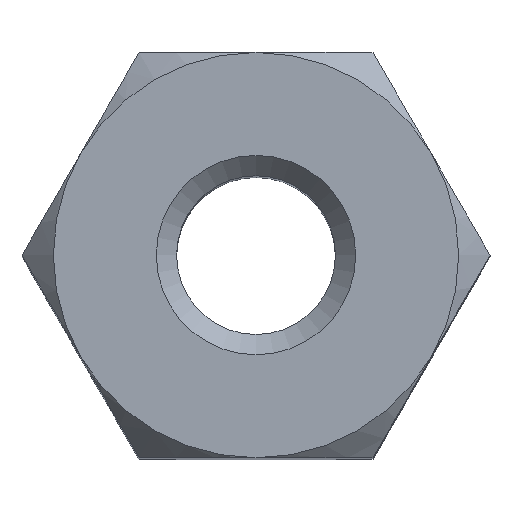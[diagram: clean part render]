
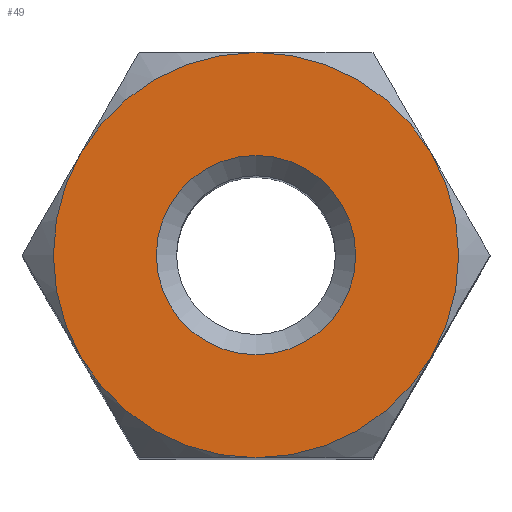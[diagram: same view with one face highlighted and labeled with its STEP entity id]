
A CAD part, top view. The second image highlights one B-rep face of the part: STEP entity #49.
In plain terms, the highlighted planar face has unit normal (0, 0, 1).
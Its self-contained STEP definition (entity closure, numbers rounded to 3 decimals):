
#49 = ADVANCED_FACE( '', ( #113, #114 ), #115, .T. );
#113 = FACE_BOUND( '', #194, .T. );
#114 = FACE_OUTER_BOUND( '', #195, .T. );
#115 = PLANE( '', #196 );
#194 = EDGE_LOOP( '', ( #276 ) );
#195 = EDGE_LOOP( '', ( #277, #278, #279, #280, #281, #282 ) );
#196 = AXIS2_PLACEMENT_3D( '', #283, #284, #285 );
#276 = ORIENTED_EDGE( '', *, *, #457, .T. );
#277 = ORIENTED_EDGE( '', *, *, #458, .F. );
#278 = ORIENTED_EDGE( '', *, *, #459, .F. );
#279 = ORIENTED_EDGE( '', *, *, #460, .F. );
#280 = ORIENTED_EDGE( '', *, *, #461, .T. );
#281 = ORIENTED_EDGE( '', *, *, #462, .F. );
#282 = ORIENTED_EDGE( '', *, *, #463, .F. );
#283 = CARTESIAN_POINT( '', ( 0., 0., 5. ) );
#284 = DIRECTION( '', ( 0., 0., 1. ) );
#285 = DIRECTION( '', ( 1., 0., 0. ) );
#457 = EDGE_CURVE( '', #532, #532, #533, .T. );
#458 = EDGE_CURVE( '', #534, #535, #536, .F. );
#459 = EDGE_CURVE( '', #537, #534, #538, .F. );
#460 = EDGE_CURVE( '', #539, #537, #540, .F. );
#461 = EDGE_CURVE( '', #539, #541, #542, .T. );
#462 = EDGE_CURVE( '', #524, #541, #543, .F. );
#463 = EDGE_CURVE( '', #535, #524, #544, .F. );
#524 = VERTEX_POINT( '', #629 );
#532 = VERTEX_POINT( '', #655 );
#533 = CIRCLE( '', #656, 0.984 );
#534 = VERTEX_POINT( '', #657 );
#535 = VERTEX_POINT( '', #658 );
#536 = CIRCLE( '', #659, 2. );
#537 = VERTEX_POINT( '', #660 );
#538 = CIRCLE( '', #661, 2. );
#539 = VERTEX_POINT( '', #662 );
#540 = CIRCLE( '', #663, 2. );
#541 = VERTEX_POINT( '', #664 );
#542 = CIRCLE( '', #665, 2. );
#543 = CIRCLE( '', #666, 2. );
#544 = CIRCLE( '', #667, 2. );
#629 = CARTESIAN_POINT( '', ( -1.732, -1., 5. ) );
#655 = CARTESIAN_POINT( '', ( 0., 0.984, 5. ) );
#656 = AXIS2_PLACEMENT_3D( '', #856, #857, #858 );
#657 = CARTESIAN_POINT( '', ( 1.732, -1., 5. ) );
#658 = CARTESIAN_POINT( '', ( 0., -2., 5. ) );
#659 = AXIS2_PLACEMENT_3D( '', #859, #860, #861 );
#660 = CARTESIAN_POINT( '', ( 1.732, 1., 5. ) );
#661 = AXIS2_PLACEMENT_3D( '', #862, #863, #864 );
#662 = CARTESIAN_POINT( '', ( 0., 2., 5. ) );
#663 = AXIS2_PLACEMENT_3D( '', #865, #866, #867 );
#664 = CARTESIAN_POINT( '', ( -1.732, 1., 5. ) );
#665 = AXIS2_PLACEMENT_3D( '', #868, #869, #870 );
#666 = AXIS2_PLACEMENT_3D( '', #871, #872, #873 );
#667 = AXIS2_PLACEMENT_3D( '', #874, #875, #876 );
#856 = CARTESIAN_POINT( '', ( 0., 0., 5. ) );
#857 = DIRECTION( '', ( 0., 0., -1. ) );
#858 = DIRECTION( '', ( 0., 1., 0. ) );
#859 = CARTESIAN_POINT( '', ( 0., 0., 5. ) );
#860 = DIRECTION( '', ( 0., 0., 1. ) );
#861 = DIRECTION( '', ( 1., 0., 0. ) );
#862 = CARTESIAN_POINT( '', ( 0., 0., 5. ) );
#863 = DIRECTION( '', ( 0., 0., 1. ) );
#864 = DIRECTION( '', ( 1., 0., 0. ) );
#865 = CARTESIAN_POINT( '', ( 0., 0., 5. ) );
#866 = DIRECTION( '', ( 0., 0., 1. ) );
#867 = DIRECTION( '', ( 1., 0., 0. ) );
#868 = CARTESIAN_POINT( '', ( 0., 0., 5. ) );
#869 = DIRECTION( '', ( 0., 0., 1. ) );
#870 = DIRECTION( '', ( 1., 0., 0. ) );
#871 = CARTESIAN_POINT( '', ( 0., 0., 5. ) );
#872 = DIRECTION( '', ( 0., 0., 1. ) );
#873 = DIRECTION( '', ( 1., 0., 0. ) );
#874 = CARTESIAN_POINT( '', ( 0., 0., 5. ) );
#875 = DIRECTION( '', ( 0., 0., 1. ) );
#876 = DIRECTION( '', ( 1., 0., 0. ) );
